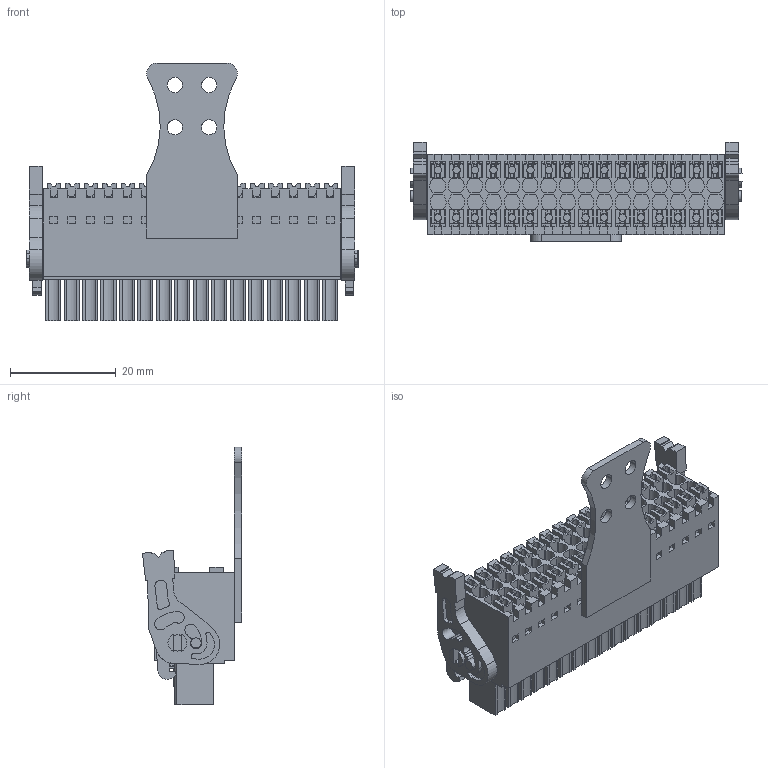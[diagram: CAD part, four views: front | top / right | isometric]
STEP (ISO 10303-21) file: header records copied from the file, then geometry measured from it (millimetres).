
FILE_DESCRIPTION(('CATIA V5R24 STEP','CAx-IF Rec.Pracs.--- Model Styling and Organization---1.2---2011-12-15'),'2;1');
FILE_NAME ('D1461666_0', '2017-12-08T11:38:59+00:00', ('Weidmueller Interface'), ('Weidmueller'), 'CATIA Version 5-6 Release 2014 SP4 HF52', 'CATIA V5 STEP AP214', 'none');
FILE_SCHEMA(('AUTOMOTIVE_DESIGN { 1 0 10303 214 1 1 1 1 }'));
Products named in the file (1): 2054700000
Bounding box: 62.9 x 18.8 x 48.85 mm (x, y, z)
Volume: 16973.8 mm3; surface area: 15001.1 mm2
Topology: 36 solids, 36 shells, 2122 faces, 5936 edges, 3946 vertices
Faces by surface type: plane 1848, cylinder 230, extrusion 44
Entity records: 66227 total; most frequent: CARTESIAN_POINT 12886, ORIENTED_EDGE 11872, DIRECTION 8329, EDGE_CURVE 5936, VECTOR 5066, LINE 5022, VERTEX_POINT 3946, EDGE_LOOP 2266
